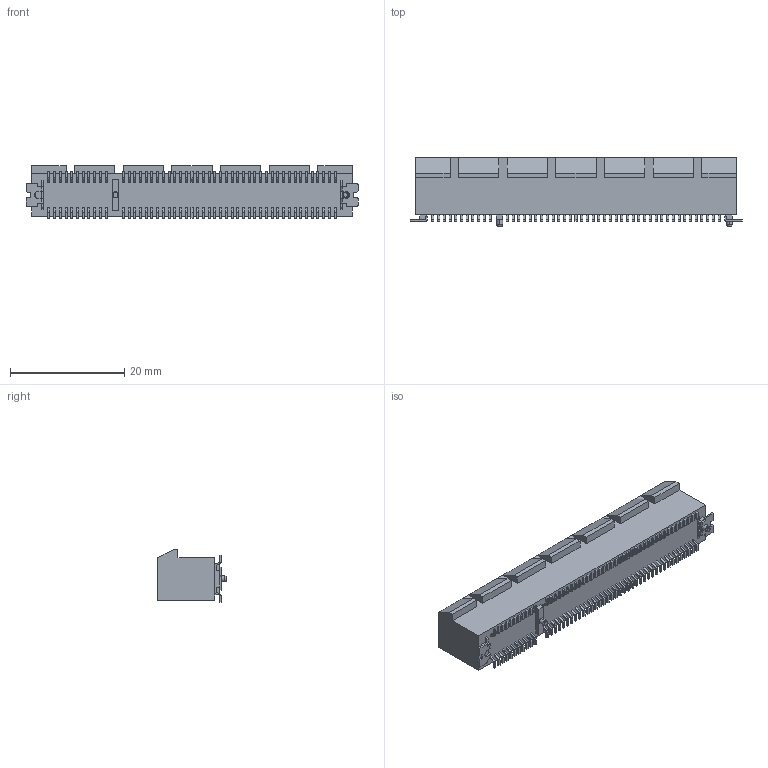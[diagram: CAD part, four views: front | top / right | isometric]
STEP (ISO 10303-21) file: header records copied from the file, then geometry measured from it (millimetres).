
FILE_DESCRIPTION (( 'STEP AP214' ), '1' );
FILE_NAME ('10061913-102BLF.STEP', '2022-04-18T11:15:50', ( '' ), ( '' ), 'SwSTEP 2.0', 'SolidWorks 2017', '' );
FILE_SCHEMA (( 'AUTOMOTIVE_DESIGN' ));
Length unit declared in the file: millimetre
Products named in the file (1): 10061913-102BLF
Bounding box: 58 x 12 x 9.2 mm (x, y, z)
Volume: 3634.1 mm3; surface area: 3415.9 mm2
Topology: 101 solids, 101 shells, 1150 faces, 2779 edges, 1834 vertices
Faces by surface type: plane 920, cylinder 226, cone 4
Entity records: 34133 total; most frequent: CARTESIAN_POINT 5764, ORIENTED_EDGE 5558, DIRECTION 5537, EDGE_CURVE 2779, LINE 2323, VECTOR 2323, VERTEX_POINT 1834, AXIS2_PLACEMENT_3D 1607
